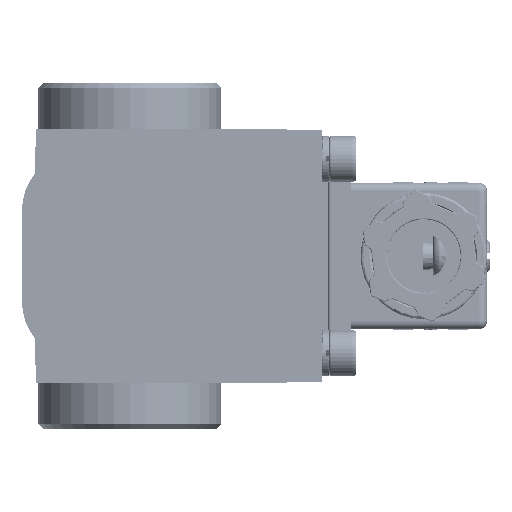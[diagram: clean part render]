
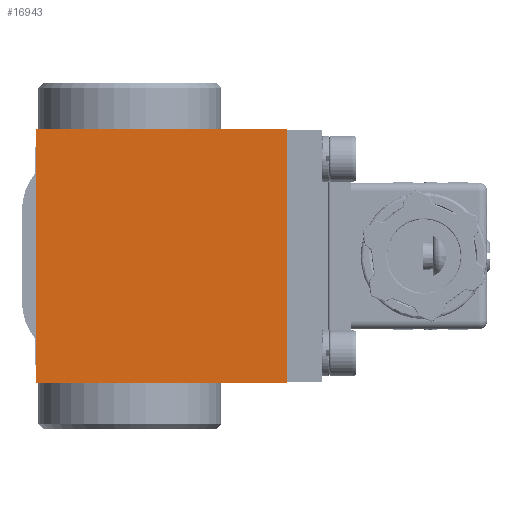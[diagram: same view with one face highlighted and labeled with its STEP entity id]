
A CAD part, front view. The second image highlights one B-rep face of the part: STEP entity #16943.
In plain terms, the highlighted planar face has unit normal (0, -1, 0).
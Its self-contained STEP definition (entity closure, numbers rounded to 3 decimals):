
#10304 = CARTESIAN_POINT ( 'NONE',  ( 43.8, -38., -8.082 ) ) ;
#16943 = ADVANCED_FACE ( 'NONE', ( #119466 ), #188631, .T. ) ;
#18904 = EDGE_CURVE ( 'NONE', #162956, #191921, #234811, .T. ) ;
#20864 = AXIS2_PLACEMENT_3D ( 'NONE', #152957, #44247, #171190 ) ;
#23265 = ORIENTED_EDGE ( 'NONE', *, *, #108850, .T. ) ;
#31304 = CARTESIAN_POINT ( 'NONE',  ( 0., -38., -8.082 ) ) ;
#32844 = VERTEX_POINT ( 'NONE', #132610 ) ;
#36600 = LINE ( 'NONE', #208443, #127432 ) ;
#38688 = EDGE_CURVE ( 'NONE', #182559, #162956, #192385, .T. ) ;
#42929 = ORIENTED_EDGE ( 'NONE', *, *, #18904, .T. ) ;
#44247 = DIRECTION ( 'NONE',  ( 0., -1., 0. ) ) ;
#46793 = DIRECTION ( 'NONE',  ( 0., 0., 1. ) ) ;
#49911 = EDGE_LOOP ( 'NONE', ( #97397, #23265, #221677, #42929 ) ) ;
#93113 = DIRECTION ( 'NONE',  ( 0., 0., -1. ) ) ;
#93281 = CARTESIAN_POINT ( 'NONE',  ( 0., -38., -52.282 ) ) ;
#97397 = ORIENTED_EDGE ( 'NONE', *, *, #130425, .T. ) ;
#101686 = VECTOR ( 'NONE', #158959, 1000. ) ;
#108850 = EDGE_CURVE ( 'NONE', #32844, #182559, #138813, .T. ) ;
#111319 = CARTESIAN_POINT ( 'NONE',  ( 0., -38., -8.082 ) ) ;
#118046 = DIRECTION ( 'NONE',  ( 1., 0., 0. ) ) ;
#119466 = FACE_OUTER_BOUND ( 'NONE', #49911, .T. ) ;
#127432 = VECTOR ( 'NONE', #118046, 1000. ) ;
#128934 = CARTESIAN_POINT ( 'NONE',  ( 0., -38., -8.082 ) ) ;
#130425 = EDGE_CURVE ( 'NONE', #191921, #32844, #36600, .T. ) ;
#132610 = CARTESIAN_POINT ( 'NONE',  ( 43.8, -38., -52.282 ) ) ;
#138360 = VECTOR ( 'NONE', #93113, 1000. ) ;
#138813 = LINE ( 'NONE', #10304, #229588 ) ;
#152957 = CARTESIAN_POINT ( 'NONE',  ( 0., -38., -8.082 ) ) ;
#158959 = DIRECTION ( 'NONE',  ( -1., 0., 0. ) ) ;
#162956 = VERTEX_POINT ( 'NONE', #128934 ) ;
#164606 = CARTESIAN_POINT ( 'NONE',  ( 43.8, -38., -8.082 ) ) ;
#171190 = DIRECTION ( 'NONE',  ( 0., 0., -1. ) ) ;
#182559 = VERTEX_POINT ( 'NONE', #164606 ) ;
#188631 = PLANE ( 'NONE',  #20864 ) ;
#191921 = VERTEX_POINT ( 'NONE', #93281 ) ;
#192385 = LINE ( 'NONE', #31304, #101686 ) ;
#208443 = CARTESIAN_POINT ( 'NONE',  ( 0., -38., -52.282 ) ) ;
#221677 = ORIENTED_EDGE ( 'NONE', *, *, #38688, .T. ) ;
#229588 = VECTOR ( 'NONE', #46793, 1000. ) ;
#234811 = LINE ( 'NONE', #111319, #138360 ) ;
